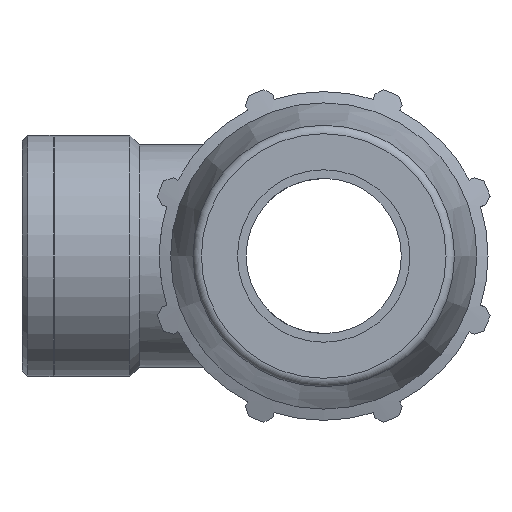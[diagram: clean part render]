
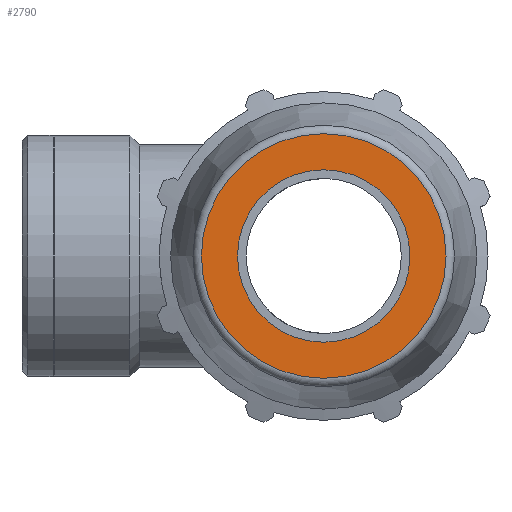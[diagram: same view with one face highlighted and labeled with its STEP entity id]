
A CAD part, left-side view. The second image highlights one B-rep face of the part: STEP entity #2790.
In plain terms, the highlighted planar face has unit normal (-1, 0, 0).
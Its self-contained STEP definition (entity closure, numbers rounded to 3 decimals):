
#58=PLANE('',#3003);
#590=FACE_BOUND('',#863,.T.);
#692=FACE_OUTER_BOUND('',#862,.T.);
#862=EDGE_LOOP('',(#2116));
#863=EDGE_LOOP('',(#2117));
#1038=CIRCLE('',#3001,28.38);
#1039=CIRCLE('',#3004,20.);
#1233=VERTEX_POINT('',#4423);
#1234=VERTEX_POINT('',#4427);
#1558=EDGE_CURVE('',#1233,#1233,#1038,.T.);
#1559=EDGE_CURVE('',#1234,#1234,#1039,.T.);
#2116=ORIENTED_EDGE('',*,*,#1558,.T.);
#2117=ORIENTED_EDGE('',*,*,#1559,.T.);
#2790=ADVANCED_FACE('',(#692,#590),#58,.F.);
#3001=AXIS2_PLACEMENT_3D('',#4424,#3500,#3501);
#3003=AXIS2_PLACEMENT_3D('',#4426,#3504,#3505);
#3004=AXIS2_PLACEMENT_3D('',#4428,#3506,#3507);
#3500=DIRECTION('center_axis',(-1.,0.,0.));
#3501=DIRECTION('ref_axis',(0.,-1.,0.));
#3504=DIRECTION('center_axis',(1.,0.,0.));
#3505=DIRECTION('ref_axis',(0.,0.,-1.));
#3506=DIRECTION('center_axis',(1.,0.,0.));
#3507=DIRECTION('ref_axis',(0.,0.,-1.));
#4423=CARTESIAN_POINT('',(-108.5,28.38,0.));
#4424=CARTESIAN_POINT('Origin',(-108.5,0.,0.));
#4426=CARTESIAN_POINT('Origin',(-108.5,20.,0.));
#4427=CARTESIAN_POINT('',(-108.5,20.,0.));
#4428=CARTESIAN_POINT('Origin',(-108.5,0.,0.));
